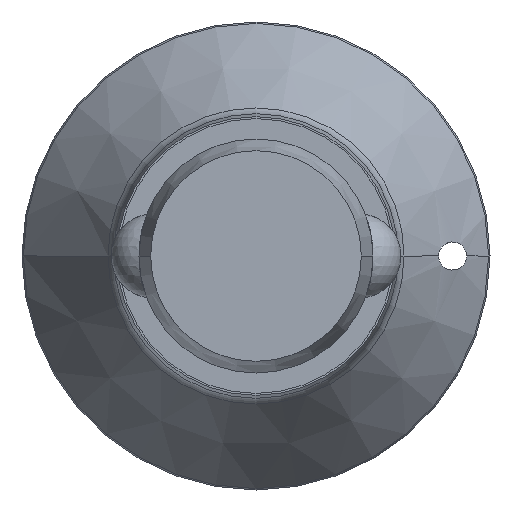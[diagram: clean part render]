
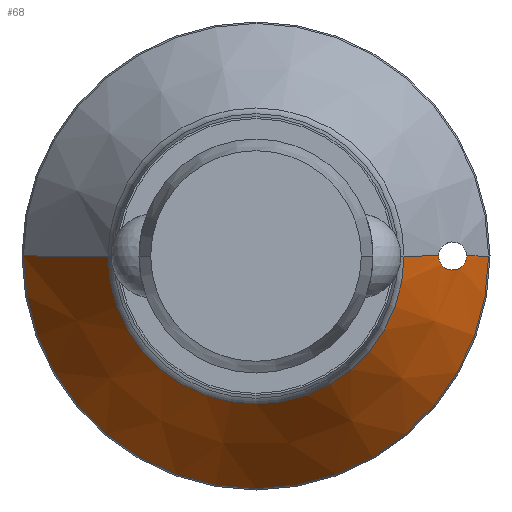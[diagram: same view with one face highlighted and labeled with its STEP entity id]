
A CAD part, front view. The second image highlights one B-rep face of the part: STEP entity #68.
In plain terms, the highlighted conical face has half-angle 32.21 degrees and reference radius 20.331 mm.
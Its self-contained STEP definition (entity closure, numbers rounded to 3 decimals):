
#68=ADVANCED_FACE('',(#160),#161,.T.);
#160=FACE_OUTER_BOUND('',#276,.T.);
#161=CONICAL_SURFACE('',#277,20.331,0.562);
#276=EDGE_LOOP('',(#408,#409,#410,#411,#412,#413));
#277=AXIS2_PLACEMENT_3D('',#414,#415,#416);
#408=ORIENTED_EDGE('',*,*,#695,.F.);
#409=ORIENTED_EDGE('',*,*,#696,.T.);
#410=ORIENTED_EDGE('',*,*,#697,.F.);
#411=ORIENTED_EDGE('',*,*,#683,.F.);
#412=ORIENTED_EDGE('',*,*,#698,.F.);
#413=ORIENTED_EDGE('',*,*,#699,.T.);
#414=CARTESIAN_POINT('',(0.,46.1,0.));
#415=DIRECTION('',(-0.0,1.0,0.));
#416=DIRECTION('',(1.0,0.0,0.0));
#683=EDGE_CURVE('',#799,#797,#804,.T.);
#695=EDGE_CURVE('',#822,#823,#824,.T.);
#696=EDGE_CURVE('',#822,#825,#826,.T.);
#697=EDGE_CURVE('',#797,#825,#827,.T.);
#698=EDGE_CURVE('',#828,#799,#829,.T.);
#699=EDGE_CURVE('',#828,#823,#830,.T.);
#797=VERTEX_POINT('',#963);
#799=VERTEX_POINT('',#965);
#804=CIRCLE('',#970,24.846);
#822=VERTEX_POINT('',#1008);
#823=VERTEX_POINT('',#1009);
#824=LINE('',#1010,#1011);
#825=VERTEX_POINT('',#1012);
#826=CIRCLE('',#1013,15.816);
#827=LINE('',#1014,#1015);
#828=VERTEX_POINT('',#1016);
#829=LINE('',#1017,#1018);
#830=B_SPLINE_CURVE_WITH_KNOTS('',3,(#1019,#1020,#1021,#1022,#1023,#1024,#1025,#1026,#1027,#1028,#1029,#1030,#1031,#1032,#1033,#1034,#1035,#1036,#1037,#1038),.UNSPECIFIED.,.F.,.F.,(4,2,2,2,2,2,2,2,2,4),(0.342,0.37,0.398,0.481,0.684,0.791,0.897,0.95,0.977,1.003),.UNSPECIFIED.);
#963=CARTESIAN_POINT('',(-24.846,53.267,0.));
#965=CARTESIAN_POINT('',(24.846,53.267,0.));
#970=AXIS2_PLACEMENT_3D('',#1404,#1405,#1406);
#1008=CARTESIAN_POINT('',(15.816,38.932,0.));
#1009=CARTESIAN_POINT('',(19.5,44.781,0.));
#1010=CARTESIAN_POINT('',(20.331,46.1,0.));
#1011=VECTOR('',#1422,1.0);
#1012=CARTESIAN_POINT('',(-15.816,38.932,0.));
#1013=AXIS2_PLACEMENT_3D('',#1423,#1424,#1425);
#1014=CARTESIAN_POINT('',(-20.331,46.1,0.));
#1015=VECTOR('',#1426,1.0);
#1016=CARTESIAN_POINT('',(22.5,49.543,0.));
#1017=CARTESIAN_POINT('',(20.331,46.1,0.));
#1018=VECTOR('',#1427,1.0);
#1019=CARTESIAN_POINT('',(22.5,49.543,0.));
#1020=CARTESIAN_POINT('',(22.5,49.543,-0.092));
#1021=CARTESIAN_POINT('',(22.491,49.529,-0.192));
#1022=CARTESIAN_POINT('',(22.454,49.475,-0.379));
#1023=CARTESIAN_POINT('',(22.427,49.435,-0.468));
#1024=CARTESIAN_POINT('',(22.309,49.259,-0.773));
#1025=CARTESIAN_POINT('',(22.159,49.034,-0.971));
#1026=CARTESIAN_POINT('',(21.69,48.325,-1.407));
#1027=CARTESIAN_POINT('',(21.253,47.65,-1.522));
#1028=CARTESIAN_POINT('',(20.705,46.777,-1.483));
#1029=CARTESIAN_POINT('',(20.502,46.451,-1.431));
#1030=CARTESIAN_POINT('',(20.118,45.822,-1.233));
#1031=CARTESIAN_POINT('',(19.937,45.52,-1.088));
#1032=CARTESIAN_POINT('',(19.714,45.145,-0.783));
#1033=CARTESIAN_POINT('',(19.64,45.02,-0.653));
#1034=CARTESIAN_POINT('',(19.56,44.883,-0.427));
#1035=CARTESIAN_POINT('',(19.538,44.845,-0.346));
#1036=CARTESIAN_POINT('',(19.508,44.794,-0.177));
#1037=CARTESIAN_POINT('',(19.5,44.781,-0.089));
#1038=CARTESIAN_POINT('',(19.5,44.781,0.));
#1404=CARTESIAN_POINT('',(0.,53.267,0.));
#1405=DIRECTION('',(-0.0,1.0,0.));
#1406=DIRECTION('',(1.0,0.0,0.0));
#1422=DIRECTION('',(0.533,0.846,0.));
#1423=CARTESIAN_POINT('',(0.,38.932,0.));
#1424=DIRECTION('',(-0.0,1.0,0.));
#1425=DIRECTION('',(1.0,0.0,0.0));
#1426=DIRECTION('',(0.533,-0.846,0.));
#1427=DIRECTION('',(0.533,0.846,0.));
